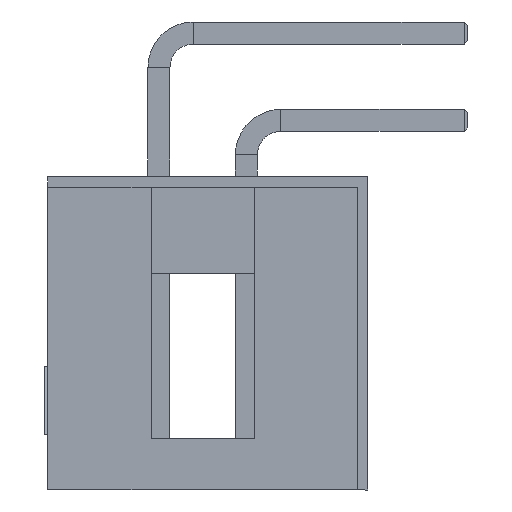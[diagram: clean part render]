
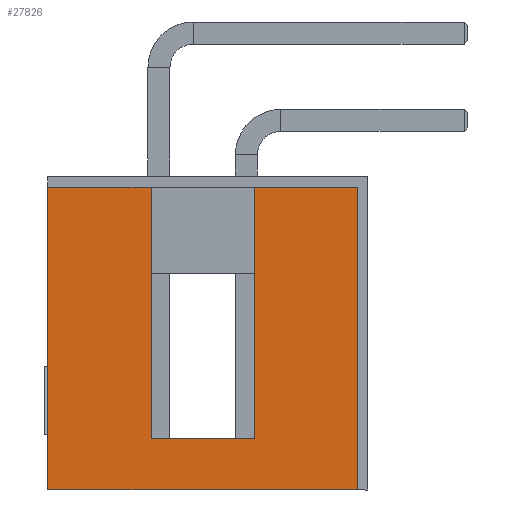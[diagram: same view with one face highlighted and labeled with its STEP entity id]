
A CAD part, left-side view. The second image highlights one B-rep face of the part: STEP entity #27826.
In plain terms, the highlighted planar face has unit normal (-1, 0, 0).
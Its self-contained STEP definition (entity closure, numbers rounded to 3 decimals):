
#328 = ORIENTED_EDGE ( 'NONE', *, *, #33423, .T. ) ;
#445 = LINE ( 'NONE', #34582, #32517 ) ;
#636 = VECTOR ( 'NONE', #19958, 1000. ) ;
#1758 = VERTEX_POINT ( 'NONE', #19466 ) ;
#1796 = ORIENTED_EDGE ( 'NONE', *, *, #19492, .F. ) ;
#2815 = LINE ( 'NONE', #33786, #30852 ) ;
#3132 = CARTESIAN_POINT ( 'NONE',  ( -22.85, 0.3, -12.01 ) ) ;
#3415 = EDGE_CURVE ( 'NONE', #30466, #10250, #33950, .T. ) ;
#5666 = LINE ( 'NONE', #17090, #7404 ) ;
#7404 = VECTOR ( 'NONE', #12933, 1000. ) ;
#8089 = DIRECTION ( 'NONE',  ( 0., 0., 1. ) ) ;
#8546 = VECTOR ( 'NONE', #15010, 1000. ) ;
#8883 = CARTESIAN_POINT ( 'NONE',  ( -22.85, 4.8, -12.01 ) ) ;
#9041 = CARTESIAN_POINT ( 'NONE',  ( -22.85, 4.8, -3.21 ) ) ;
#10250 = VERTEX_POINT ( 'NONE', #14702 ) ;
#10953 = ORIENTED_EDGE ( 'NONE', *, *, #17105, .F. ) ;
#11138 = VERTEX_POINT ( 'NONE', #3132 ) ;
#11255 = CARTESIAN_POINT ( 'NONE',  ( -22.85, 4.8, -10.51 ) ) ;
#11478 = LINE ( 'NONE', #8883, #636 ) ;
#11813 = ORIENTED_EDGE ( 'NONE', *, *, #3415, .F. ) ;
#11896 = DIRECTION ( 'NONE',  ( 0., 0., 1. ) ) ;
#12707 = VECTOR ( 'NONE', #18975, 1000. ) ;
#12933 = DIRECTION ( 'NONE',  ( 0., 0., 1. ) ) ;
#13583 = ORIENTED_EDGE ( 'NONE', *, *, #36029, .T. ) ;
#13794 = VERTEX_POINT ( 'NONE', #31608 ) ;
#14702 = CARTESIAN_POINT ( 'NONE',  ( -22.85, 3.3, -3.21 ) ) ;
#15010 = DIRECTION ( 'NONE',  ( 0., -1., 0. ) ) ;
#15321 = DIRECTION ( 'NONE',  ( 0., -1., 0. ) ) ;
#15587 = CARTESIAN_POINT ( 'NONE',  ( -22.85, 6.3, -10.51 ) ) ;
#16684 = AXIS2_PLACEMENT_3D ( 'NONE', #17667, #34355, #29132 ) ;
#16752 = CARTESIAN_POINT ( 'NONE',  ( -22.85, 0.3, -3.21 ) ) ;
#17090 = CARTESIAN_POINT ( 'NONE',  ( -22.85, 0.3, -12.01 ) ) ;
#17105 = EDGE_CURVE ( 'NONE', #1758, #30695, #34704, .T. ) ;
#17274 = VERTEX_POINT ( 'NONE', #15587 ) ;
#17667 = CARTESIAN_POINT ( 'NONE',  ( -22.85, 4.8, -12.01 ) ) ;
#17922 = CARTESIAN_POINT ( 'NONE',  ( -22.85, 3.3, -10.51 ) ) ;
#18065 = EDGE_LOOP ( 'NONE', ( #1796, #11813, #35404, #20013, #10953, #23801, #328, #13583 ) ) ;
#18321 = LINE ( 'NONE', #29786, #20427 ) ;
#18975 = DIRECTION ( 'NONE',  ( 0., 1., 0. ) ) ;
#19466 = CARTESIAN_POINT ( 'NONE',  ( -22.85, 9.3, -3.21 ) ) ;
#19492 = EDGE_CURVE ( 'NONE', #10250, #29091, #18321, .T. ) ;
#19958 = DIRECTION ( 'NONE',  ( 0., -1., 0. ) ) ;
#20013 = ORIENTED_EDGE ( 'NONE', *, *, #21727, .T. ) ;
#20427 = VECTOR ( 'NONE', #15321, 1000. ) ;
#20588 = EDGE_CURVE ( 'NONE', #13794, #1758, #445, .T. ) ;
#21727 = EDGE_CURVE ( 'NONE', #17274, #30695, #2815, .T. ) ;
#23801 = ORIENTED_EDGE ( 'NONE', *, *, #20588, .F. ) ;
#25131 = DIRECTION ( 'NONE',  ( 0., 0., 1. ) ) ;
#25319 = CARTESIAN_POINT ( 'NONE',  ( -22.85, 3.3, -10.51 ) ) ;
#25922 = FACE_OUTER_BOUND ( 'NONE', #18065, .T. ) ;
#27826 = ADVANCED_FACE ( 'NONE', ( #25922 ), #31751, .T. ) ;
#29091 = VERTEX_POINT ( 'NONE', #16752 ) ;
#29132 = DIRECTION ( 'NONE',  ( 0., 1., 0. ) ) ;
#29786 = CARTESIAN_POINT ( 'NONE',  ( -22.85, 4.8, -3.21 ) ) ;
#30466 = VERTEX_POINT ( 'NONE', #17922 ) ;
#30695 = VERTEX_POINT ( 'NONE', #35864 ) ;
#30852 = VECTOR ( 'NONE', #8089, 1000. ) ;
#31608 = CARTESIAN_POINT ( 'NONE',  ( -22.85, 9.3, -12.01 ) ) ;
#31751 = PLANE ( 'NONE',  #16684 ) ;
#32517 = VECTOR ( 'NONE', #11896, 1000. ) ;
#33423 = EDGE_CURVE ( 'NONE', #13794, #11138, #11478, .T. ) ;
#33786 = CARTESIAN_POINT ( 'NONE',  ( -22.85, 6.3, -10.51 ) ) ;
#33799 = LINE ( 'NONE', #11255, #12707 ) ;
#33950 = LINE ( 'NONE', #25319, #35249 ) ;
#34355 = DIRECTION ( 'NONE',  ( -1., 0., 0. ) ) ;
#34582 = CARTESIAN_POINT ( 'NONE',  ( -22.85, 9.3, -12.01 ) ) ;
#34704 = LINE ( 'NONE', #9041, #8546 ) ;
#35249 = VECTOR ( 'NONE', #25131, 1000. ) ;
#35404 = ORIENTED_EDGE ( 'NONE', *, *, #35489, .T. ) ;
#35489 = EDGE_CURVE ( 'NONE', #30466, #17274, #33799, .T. ) ;
#35864 = CARTESIAN_POINT ( 'NONE',  ( -22.85, 6.3, -3.21 ) ) ;
#36029 = EDGE_CURVE ( 'NONE', #11138, #29091, #5666, .T. ) ;
